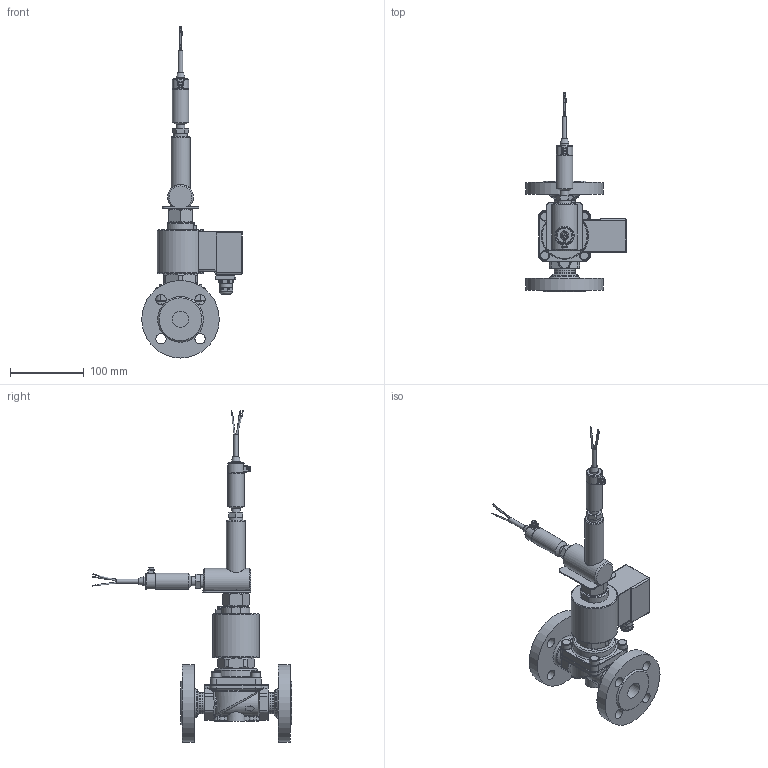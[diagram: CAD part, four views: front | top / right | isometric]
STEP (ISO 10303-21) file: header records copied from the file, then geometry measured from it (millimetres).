
FILE_DESCRIPTION(/* description */ ('3D-Modell'),/* implementation_level */ '2;1');
FILE_NAME(/* name */ '037.001564_A3702-0804-.328-3G-MF.stp',/* time_stamp */ '2024-01-09T12:20:17+01:00',/* author */ ('CBeuthner'),/* organization */ (''),/* preprocessor_version */ 'ST-DEVELOPER v16.1',/* originating_system */ 'Autodesk Inventor 2016',/* authorisation */ '');
FILE_SCHEMA (('CONFIG_CONTROL_DESIGN'));
Length unit declared in the file: millimetre
Products named in the file (1): 88-006169
Bounding box: 136.1 x 270.09 x 449.99 mm (x, y, z)
Volume: 148012.1 mm3; surface area: 155984.6 mm2
Topology: 1 solids, 2 shells, 770 faces, 1962 edges, 1238 vertices
Faces by surface type: plane 323, cylinder 230, cone 97, torus 75, bspline 45
Full cylindrical faces by diameter (mm): 1 x6, 2 x6, 4 x2, 4.51 x1, 6 x2, 7 x2, 7.3 x2, 12 x4, 13 x4, 14 x8, 17 x2, 18 x2, 21.9 x2, 22 x4, 22.3 x2, 25.8 x2, 25.9 x1, 28 x1, 28.399 x2, 28.4 x4, 58 x1, 63 x1, 105 x2
Entity records: 25677 total; most frequent: CARTESIAN_POINT 8645, ORIENTED_EDGE 3602, DIRECTION 3381, EDGE_CURVE 1800, AXIS2_PLACEMENT_3D 1369, VERTEX_POINT 1186, EDGE_LOOP 947, FACE_OUTER_BOUND 770
